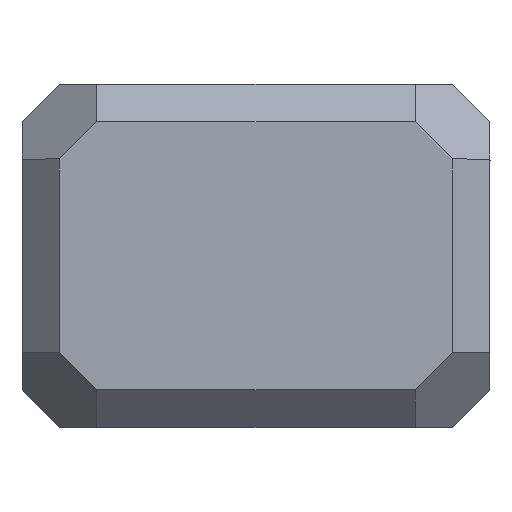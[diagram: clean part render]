
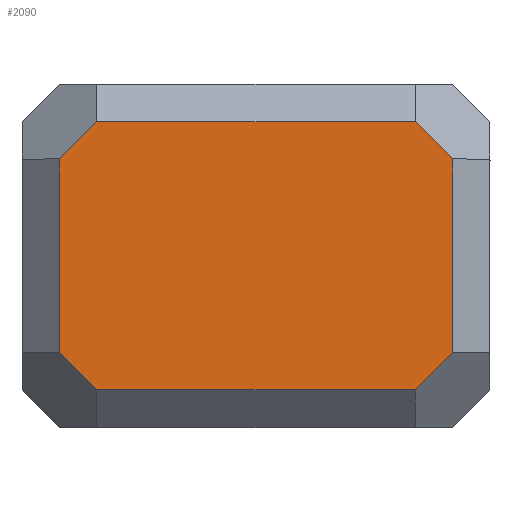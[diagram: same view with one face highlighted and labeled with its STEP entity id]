
A CAD part, top view. The second image highlights one B-rep face of the part: STEP entity #2090.
In plain terms, the highlighted planar face has unit normal (0, 0, 1).
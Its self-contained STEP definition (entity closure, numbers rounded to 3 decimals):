
#192=FACE_OUTER_BOUND('',#300,.T.);
#300=EDGE_LOOP('',(#1869,#1870,#1871,#1872,#1873,#1874,#1875,#1876));
#509=LINE('',#3458,#689);
#528=LINE('',#3597,#708);
#533=LINE('',#3606,#713);
#553=LINE('',#3740,#733);
#558=LINE('',#3749,#738);
#575=LINE('',#3884,#755);
#582=LINE('',#3897,#762);
#585=LINE('',#3901,#765);
#689=VECTOR('',#2551,10.);
#708=VECTOR('',#2606,10.);
#713=VECTOR('',#2615,10.);
#733=VECTOR('',#2663,10.);
#738=VECTOR('',#2672,10.);
#755=VECTOR('',#2731,10.);
#762=VECTOR('',#2742,10.);
#765=VECTOR('',#2747,10.);
#892=VERTEX_POINT('',#3455);
#893=VERTEX_POINT('',#3457);
#919=VERTEX_POINT('',#3594);
#920=VERTEX_POINT('',#3596);
#946=VERTEX_POINT('',#3737);
#947=VERTEX_POINT('',#3739);
#970=VERTEX_POINT('',#3881);
#971=VERTEX_POINT('',#3883);
#1156=EDGE_CURVE('',#893,#892,#509,.T.);
#1193=EDGE_CURVE('',#919,#920,#528,.T.);
#1198=EDGE_CURVE('',#919,#893,#533,.T.);
#1233=EDGE_CURVE('',#946,#947,#553,.T.);
#1238=EDGE_CURVE('',#947,#892,#558,.T.);
#1273=EDGE_CURVE('',#971,#970,#575,.T.);
#1280=EDGE_CURVE('',#971,#946,#582,.T.);
#1283=EDGE_CURVE('',#970,#920,#585,.T.);
#1869=ORIENTED_EDGE('',*,*,#1283,.T.);
#1870=ORIENTED_EDGE('',*,*,#1193,.F.);
#1871=ORIENTED_EDGE('',*,*,#1198,.T.);
#1872=ORIENTED_EDGE('',*,*,#1156,.T.);
#1873=ORIENTED_EDGE('',*,*,#1238,.F.);
#1874=ORIENTED_EDGE('',*,*,#1233,.F.);
#1875=ORIENTED_EDGE('',*,*,#1280,.F.);
#1876=ORIENTED_EDGE('',*,*,#1273,.T.);
#1983=PLANE('',#2268);
#2090=ADVANCED_FACE('',(#192),#1983,.F.);
#2268=AXIS2_PLACEMENT_3D('',#3904,#2751,#2752);
#2551=DIRECTION('',(0.707,-0.707,0.));
#2606=DIRECTION('',(0.707,0.707,0.));
#2615=DIRECTION('',(0.,-1.,0.));
#2663=DIRECTION('',(-0.707,-0.707,0.));
#2672=DIRECTION('',(-1.,0.,0.));
#2731=DIRECTION('',(-0.707,0.707,0.));
#2742=DIRECTION('',(0.,-1.,0.));
#2747=DIRECTION('',(-1.,0.,0.));
#2751=DIRECTION('center_axis',(0.,0.,-1.));
#2752=DIRECTION('ref_axis',(-1.,0.,0.));
#3455=CARTESIAN_POINT('',(-10.2,-8.6,11.));
#3457=CARTESIAN_POINT('',(-12.6,-6.2,11.));
#3458=CARTESIAN_POINT('',(-10.3,-8.5,11.));
#3594=CARTESIAN_POINT('',(-12.6,6.2,11.));
#3596=CARTESIAN_POINT('',(-10.2,8.6,11.));
#3597=CARTESIAN_POINT('',(-10.3,8.5,11.));
#3606=CARTESIAN_POINT('',(-12.6,-8.25,11.));
#3737=CARTESIAN_POINT('',(12.6,-6.2,11.));
#3739=CARTESIAN_POINT('',(10.2,-8.6,11.));
#3740=CARTESIAN_POINT('',(10.3,-8.5,11.));
#3749=CARTESIAN_POINT('',(3.75,-8.6,11.));
#3881=CARTESIAN_POINT('',(10.2,8.6,11.));
#3883=CARTESIAN_POINT('',(12.6,6.2,11.));
#3884=CARTESIAN_POINT('',(10.3,8.5,11.));
#3897=CARTESIAN_POINT('',(12.6,-8.25,11.));
#3901=CARTESIAN_POINT('',(3.75,8.6,11.));
#3904=CARTESIAN_POINT('Origin',(7.5,5.5,11.));
